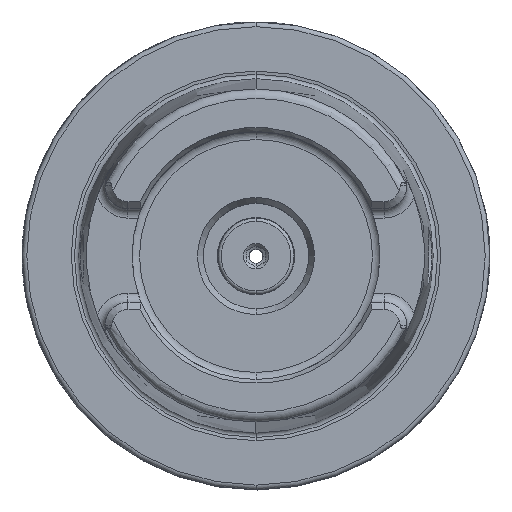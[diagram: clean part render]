
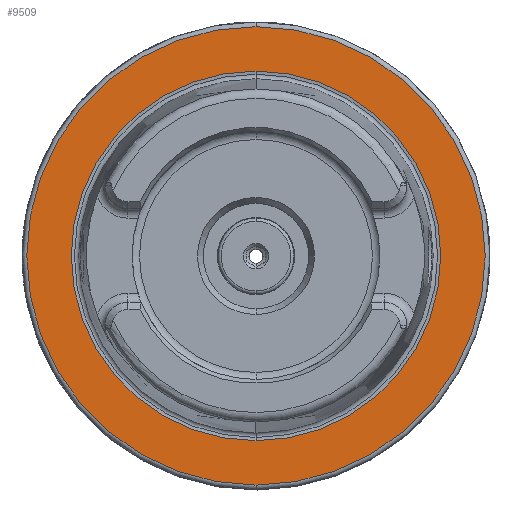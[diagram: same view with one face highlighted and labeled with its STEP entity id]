
A CAD part, top view. The second image highlights one B-rep face of the part: STEP entity #9509.
In plain terms, the highlighted planar face has unit normal (0, 0, 1).
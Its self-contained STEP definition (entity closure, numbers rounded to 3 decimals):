
#2322=CARTESIAN_POINT('',(0,0,29));
#2323=DIRECTION('',(0,0,1));
#2324=DIRECTION('',(0,1,0));
#2325=AXIS2_PLACEMENT_3D('',#2322,#2323,#2324);
#2327=CARTESIAN_POINT('',(0,0,29));
#2328=DIRECTION('',(0,0,-1));
#2329=DIRECTION('',(0,1,0));
#2330=AXIS2_PLACEMENT_3D('',#2327,#2328,#2329);
#2332=CARTESIAN_POINT('',(0,0,29));
#2333=DIRECTION('',(0,0,1));
#2334=DIRECTION('',(0,1,0));
#2335=AXIS2_PLACEMENT_3D('',#2332,#2333,#2334);
#2337=CARTESIAN_POINT('',(0,0,29));
#2338=DIRECTION('',(0,0,1));
#2339=DIRECTION('',(0,-1,0));
#2340=AXIS2_PLACEMENT_3D('',#2337,#2338,#2339);
#5726=CARTESIAN_POINT('',(0,39.499,29));
#5728=VERTEX_POINT('',#5726);
#5762=CARTESIAN_POINT('',(0,-39.499,29));
#5764=VERTEX_POINT('',#5762);
#5774=CARTESIAN_POINT('',(0,49,29));
#5775=CARTESIAN_POINT('',(0.,-49,29));
#5776=VERTEX_POINT('',#5774);
#5777=VERTEX_POINT('',#5775);
#9494=CARTESIAN_POINT('',(0,0,29));
#9495=DIRECTION('',(0,0,-1));
#9496=DIRECTION('',(0,-1,0));
#9497=AXIS2_PLACEMENT_3D('',#9494,#9495,#9496);
#9498=PLANE('',#9497);
#9500=ORIENTED_EDGE('',*,*,#9499,.F.);
#9502=ORIENTED_EDGE('',*,*,#9501,.F.);
#9503=EDGE_LOOP('',(#9500,#9502));
#9504=FACE_OUTER_BOUND('',#9503,.F.);
#9505=ORIENTED_EDGE('',*,*,#9476,.T.);
#9506=ORIENTED_EDGE('',*,*,#9487,.F.);
#9507=EDGE_LOOP('',(#9505,#9506));
#9508=FACE_BOUND('',#9507,.F.);
#9509=ADVANCED_FACE('',(#9504,#9508),#9498,.F.);
#2326=CIRCLE('',#2325,39.499);
#2331=CIRCLE('',#2330,39.499);
#2336=CIRCLE('',#2335,49);
#2341=CIRCLE('',#2340,49);
#9476=EDGE_CURVE('',#5728,#5764,#2326,.T.);
#9487=EDGE_CURVE('',#5728,#5764,#2331,.T.);
#9499=EDGE_CURVE('',#5776,#5777,#2336,.T.);
#9501=EDGE_CURVE('',#5777,#5776,#2341,.T.);
